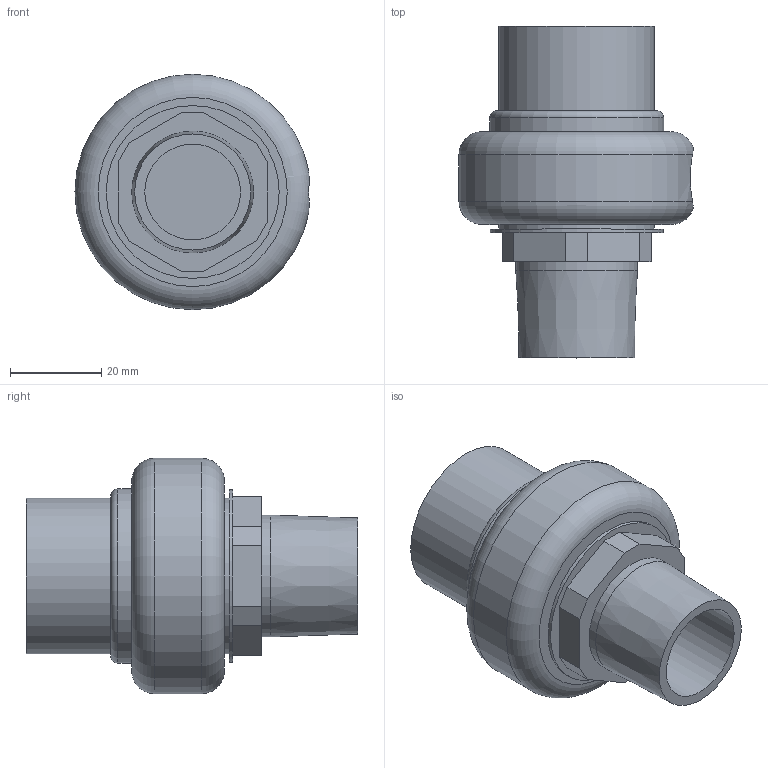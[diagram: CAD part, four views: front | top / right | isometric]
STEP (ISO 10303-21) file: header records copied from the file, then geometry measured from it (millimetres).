
FILE_DESCRIPTION(/* description */ ('This is default description.','CAx-IF Rec.Pracs.---Representation and Presentation of Product Manufacturing Information (PMI)---4.0---2014-10-13'),/* implementation_level */ '2;1');
FILE_NAME(/* name */ 'Victaulic-FP-Emitter Series 954 (Brass)_0.625.stp',/* time_stamp */ '2020-01-08T18:05:31+06:00',/* author */ ('Vjadhav'),/* organization */ ('Victaulic'),/* preprocessor_version */ 'ST-DEVELOPER v17',/* originating_system */ 'Autodesk Inventor 2019',/* authorisation */ '');
FILE_SCHEMA (('AP242_MANAGED_MODEL_BASED_3D_ENGINEERING_MIM_LF { 1 0 10303 442 1 1 4 }'));
Length unit declared in the file: inch
Products named in the file (2): 954 (Brass)-0.625; 954-0.625
Assembly tree (1 placements, depth 2):
  954 (Brass)-0.625
    954-0.625
Bounding box: 51.27 x 72.64 x 51.56 mm (x, y, z)
Volume: 69675.9 mm3; surface area: 14576.4 mm2
Topology: 1 solids, 1 shells, 34 faces, 79 edges, 54 vertices
Faces by surface type: plane 21, cylinder 9, torus 3, cone 1
Full cylindrical faces by diameter (mm): 13.716 x1, 20.955 x1, 26.67 x1, 34.036 x2, 37.846 x1, 38.1 x1
Entity records: 1173 total; most frequent: CARTESIAN_POINT 276, DIRECTION 172, ORIENTED_EDGE 158, EDGE_CURVE 79, AXIS2_PLACEMENT_3D 64, VERTEX_POINT 54, LINE 44, VECTOR 44
